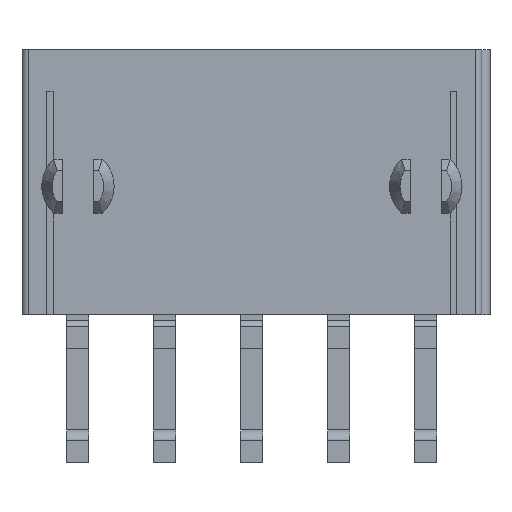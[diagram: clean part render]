
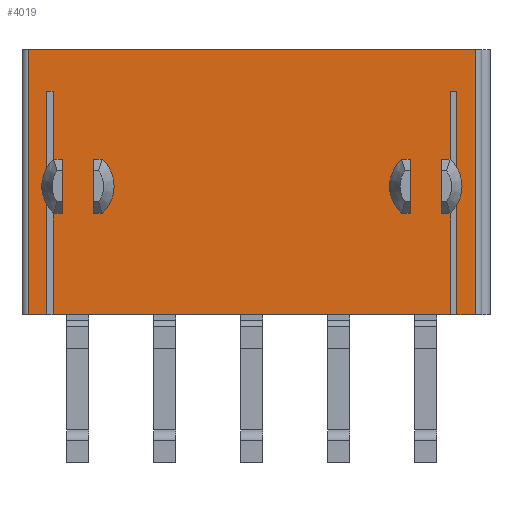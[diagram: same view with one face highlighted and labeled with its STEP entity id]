
A CAD part, front view. The second image highlights one B-rep face of the part: STEP entity #4019.
In plain terms, the highlighted planar face has unit normal (0, -1, 0).
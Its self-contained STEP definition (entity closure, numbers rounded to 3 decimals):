
#22=DIRECTION('',(-1.,0.,0.));
#23=VECTOR('',#22,21.6);
#24=CARTESIAN_POINT('',(10.8,0.4,0.));
#25=LINE('',#24,#23);
#289=DIRECTION('',(0.,0.,1.));
#290=VECTOR('',#289,12.8);
#291=CARTESIAN_POINT('',(-10.8,0.4,-12.8));
#292=LINE('',#291,#290);
#298=DIRECTION('',(0.,0.,-1.));
#299=VECTOR('',#298,2.598);
#300=CARTESIAN_POINT('',(7.65,0.4,-5.301));
#301=LINE('',#300,#299);
#302=DIRECTION('',(0.,0.,1.));
#303=VECTOR('',#302,2.598);
#304=CARTESIAN_POINT('',(-7.65,0.4,-7.899));
#305=LINE('',#304,#303);
#306=DIRECTION('',(-1.,0.,0.));
#307=VECTOR('',#306,0.3);
#308=CARTESIAN_POINT('',(9.9,0.4,-2.));
#309=LINE('',#308,#307);
#310=DIRECTION('',(0.,0.,1.));
#311=VECTOR('',#310,3.7);
#312=CARTESIAN_POINT('',(9.6,0.4,-5.7));
#313=LINE('',#312,#311);
#314=DIRECTION('',(0.,0.,1.));
#315=VECTOR('',#314,2.598);
#316=CARTESIAN_POINT('',(9.15,0.4,-7.899));
#317=LINE('',#316,#315);
#318=DIRECTION('',(0.,0.,1.));
#319=VECTOR('',#318,5.3);
#320=CARTESIAN_POINT('',(9.6,0.4,-12.8));
#321=LINE('',#320,#319);
#322=DIRECTION('',(0.,0.,1.));
#323=VECTOR('',#322,5.3);
#324=CARTESIAN_POINT('',(-9.6,0.4,-12.8));
#325=LINE('',#324,#323);
#326=DIRECTION('',(0.,0.,-1.));
#327=VECTOR('',#326,2.598);
#328=CARTESIAN_POINT('',(-9.15,0.4,-5.301));
#329=LINE('',#328,#327);
#330=DIRECTION('',(0.,0.,1.));
#331=VECTOR('',#330,3.7);
#332=CARTESIAN_POINT('',(-9.6,0.4,-5.7));
#333=LINE('',#332,#331);
#334=DIRECTION('',(-1.,0.,0.));
#335=VECTOR('',#334,0.3);
#336=CARTESIAN_POINT('',(-9.6,0.4,-2.));
#337=LINE('',#336,#335);
#338=DIRECTION('',(0.,0.,1.));
#339=VECTOR('',#338,10.8);
#340=CARTESIAN_POINT('',(-9.9,0.4,-12.8));
#341=LINE('',#340,#339);
#342=DIRECTION('',(0.,0.,1.));
#343=VECTOR('',#342,10.8);
#344=CARTESIAN_POINT('',(9.9,0.4,-12.8));
#345=LINE('',#344,#343);
#351=CARTESIAN_POINT('',(8.4,0.4,-6.6));
#352=DIRECTION('',(0.,1.,0.));
#353=DIRECTION('',(-0.5,0.,-0.866));
#354=AXIS2_PLACEMENT_3D('',#351,#352,#353);
#356=CARTESIAN_POINT('',(8.4,0.4,-6.6));
#357=DIRECTION('',(0.,1.,0.));
#358=DIRECTION('',(0.8,0.,-0.6));
#359=AXIS2_PLACEMENT_3D('',#356,#357,#358);
#366=CARTESIAN_POINT('',(8.4,0.4,-6.6));
#367=DIRECTION('',(0.,1.,0.));
#368=DIRECTION('',(0.5,0.,0.866));
#369=AXIS2_PLACEMENT_3D('',#366,#367,#368);
#671=CARTESIAN_POINT('',(-8.4,0.4,-6.6));
#672=DIRECTION('',(0.,1.,0.));
#673=DIRECTION('',(0.5,0.,0.866));
#674=AXIS2_PLACEMENT_3D('',#671,#672,#673);
#681=CARTESIAN_POINT('',(-8.4,0.4,-6.6));
#682=DIRECTION('',(0.,1.,0.));
#683=DIRECTION('',(-0.8,0.,0.6));
#684=AXIS2_PLACEMENT_3D('',#681,#682,#683);
#691=CARTESIAN_POINT('',(-8.4,0.4,-6.6));
#692=DIRECTION('',(0.,1.,0.));
#693=DIRECTION('',(-0.5,0.,-0.866));
#694=AXIS2_PLACEMENT_3D('',#691,#692,#693);
#724=DIRECTION('',(-1.,0.,0.));
#725=VECTOR('',#724,0.9);
#726=CARTESIAN_POINT('',(-9.9,0.4,-12.8));
#727=LINE('',#726,#725);
#732=DIRECTION('',(-1.,0.,0.));
#733=VECTOR('',#732,19.2);
#734=CARTESIAN_POINT('',(9.6,0.4,-12.8));
#735=LINE('',#734,#733);
#740=DIRECTION('',(-1.,0.,0.));
#741=VECTOR('',#740,0.9);
#742=CARTESIAN_POINT('',(10.8,0.4,-12.8));
#743=LINE('',#742,#741);
#1021=DIRECTION('',(0.,0.,1.));
#1022=VECTOR('',#1021,12.8);
#1023=CARTESIAN_POINT('',(10.8,0.4,-12.8));
#1024=LINE('',#1023,#1022);
#2985=CARTESIAN_POINT('',(10.8,0.4,-12.8));
#2986=CARTESIAN_POINT('',(10.8,0.4,0.));
#2987=VERTEX_POINT('',#2985);
#2988=VERTEX_POINT('',#2986);
#3013=CARTESIAN_POINT('',(-10.8,0.4,0.));
#3014=VERTEX_POINT('',#3013);
#3015=CARTESIAN_POINT('',(-10.8,0.4,-12.8));
#3016=VERTEX_POINT('',#3015);
#3017=CARTESIAN_POINT('',(7.65,0.4,-5.301));
#3018=CARTESIAN_POINT('',(7.65,0.4,-7.899));
#3019=VERTEX_POINT('',#3017);
#3020=VERTEX_POINT('',#3018);
#3021=CARTESIAN_POINT('',(9.15,0.4,-7.899));
#3022=CARTESIAN_POINT('',(9.15,0.4,-5.301));
#3023=VERTEX_POINT('',#3021);
#3024=VERTEX_POINT('',#3022);
#3069=CARTESIAN_POINT('',(-9.15,0.4,-5.301));
#3070=CARTESIAN_POINT('',(-9.15,0.4,-7.899));
#3071=VERTEX_POINT('',#3069);
#3072=VERTEX_POINT('',#3070);
#3073=CARTESIAN_POINT('',(-7.65,0.4,-7.899));
#3074=CARTESIAN_POINT('',(-7.65,0.4,-5.301));
#3075=VERTEX_POINT('',#3073);
#3076=VERTEX_POINT('',#3074);
#3137=CARTESIAN_POINT('',(9.9,0.4,-2.));
#3138=CARTESIAN_POINT('',(9.6,0.4,-2.));
#3139=VERTEX_POINT('',#3137);
#3140=VERTEX_POINT('',#3138);
#3141=CARTESIAN_POINT('',(9.6,0.4,-12.8));
#3142=CARTESIAN_POINT('',(9.6,0.4,-7.5));
#3143=VERTEX_POINT('',#3141);
#3144=VERTEX_POINT('',#3142);
#3145=CARTESIAN_POINT('',(9.9,0.4,-12.8));
#3146=VERTEX_POINT('',#3145);
#3147=CARTESIAN_POINT('',(-9.9,0.4,-12.8));
#3148=CARTESIAN_POINT('',(-9.9,0.4,-2.));
#3149=VERTEX_POINT('',#3147);
#3150=VERTEX_POINT('',#3148);
#3151=CARTESIAN_POINT('',(-9.6,0.4,-12.8));
#3152=CARTESIAN_POINT('',(-9.6,0.4,-7.5));
#3153=VERTEX_POINT('',#3151);
#3154=VERTEX_POINT('',#3152);
#3155=CARTESIAN_POINT('',(-9.6,0.4,-2.));
#3156=VERTEX_POINT('',#3155);
#3157=CARTESIAN_POINT('',(9.6,0.4,-5.7));
#3158=VERTEX_POINT('',#3157);
#3159=CARTESIAN_POINT('',(-9.6,0.4,-5.7));
#3160=VERTEX_POINT('',#3159);
#3962=CARTESIAN_POINT('',(11.1,0.4,0.));
#3963=DIRECTION('',(0.,-1.,0.));
#3964=DIRECTION('',(-1.,0.,0.));
#3965=AXIS2_PLACEMENT_3D('',#3962,#3963,#3964);
#3966=PLANE('',#3965);
#3968=ORIENTED_EDGE('',*,*,#3967,.T.);
#3970=ORIENTED_EDGE('',*,*,#3969,.F.);
#3972=ORIENTED_EDGE('',*,*,#3971,.F.);
#3974=ORIENTED_EDGE('',*,*,#3973,.F.);
#3976=ORIENTED_EDGE('',*,*,#3975,.F.);
#3978=ORIENTED_EDGE('',*,*,#3977,.F.);
#3980=ORIENTED_EDGE('',*,*,#3979,.T.);
#3982=ORIENTED_EDGE('',*,*,#3981,.T.);
#3984=ORIENTED_EDGE('',*,*,#3983,.F.);
#3986=ORIENTED_EDGE('',*,*,#3985,.F.);
#3988=ORIENTED_EDGE('',*,*,#3987,.F.);
#3990=ORIENTED_EDGE('',*,*,#3989,.T.);
#3992=ORIENTED_EDGE('',*,*,#3991,.T.);
#3994=ORIENTED_EDGE('',*,*,#3993,.F.);
#3996=ORIENTED_EDGE('',*,*,#3995,.T.);
#3997=ORIENTED_EDGE('',*,*,#3955,.T.);
#3998=ORIENTED_EDGE('',*,*,#3736,.F.);
#4000=ORIENTED_EDGE('',*,*,#3999,.F.);
#4002=ORIENTED_EDGE('',*,*,#4001,.T.);
#4004=ORIENTED_EDGE('',*,*,#4003,.T.);
#4005=EDGE_LOOP('',(#3968,#3970,#3972,#3974,#3976,#3978,#3980,#3982,#3984,#3986,
#3988,#3990,#3992,#3994,#3996,#3997,#3998,#4000,#4002,#4004));
#4006=FACE_OUTER_BOUND('',#4005,.F.);
#4008=ORIENTED_EDGE('',*,*,#4007,.F.);
#4010=ORIENTED_EDGE('',*,*,#4009,.F.);
#4011=EDGE_LOOP('',(#4008,#4010));
#4012=FACE_BOUND('',#4011,.F.);
#4014=ORIENTED_EDGE('',*,*,#4013,.F.);
#4016=ORIENTED_EDGE('',*,*,#4015,.F.);
#4017=EDGE_LOOP('',(#4014,#4016));
#4018=FACE_BOUND('',#4017,.F.);
#4019=ADVANCED_FACE('',(#4006,#4012,#4018),#3966,.T.);
#355=CIRCLE('',#354,1.5);
#360=CIRCLE('',#359,1.5);
#370=CIRCLE('',#369,1.5);
#675=CIRCLE('',#674,1.5);
#685=CIRCLE('',#684,1.5);
#695=CIRCLE('',#694,1.5);
#3736=EDGE_CURVE('',#2988,#3014,#25,.T.);
#3955=EDGE_CURVE('',#3016,#3014,#292,.T.);
#3967=EDGE_CURVE('',#3139,#3140,#309,.T.);
#3969=EDGE_CURVE('',#3158,#3140,#313,.T.);
#3971=EDGE_CURVE('',#3024,#3158,#370,.T.);
#3973=EDGE_CURVE('',#3023,#3024,#317,.T.);
#3975=EDGE_CURVE('',#3144,#3023,#360,.T.);
#3977=EDGE_CURVE('',#3143,#3144,#321,.T.);
#3979=EDGE_CURVE('',#3143,#3153,#735,.T.);
#3981=EDGE_CURVE('',#3153,#3154,#325,.T.);
#3983=EDGE_CURVE('',#3072,#3154,#695,.T.);
#3985=EDGE_CURVE('',#3071,#3072,#329,.T.);
#3987=EDGE_CURVE('',#3160,#3071,#685,.T.);
#3989=EDGE_CURVE('',#3160,#3156,#333,.T.);
#3991=EDGE_CURVE('',#3156,#3150,#337,.T.);
#3993=EDGE_CURVE('',#3149,#3150,#341,.T.);
#3995=EDGE_CURVE('',#3149,#3016,#727,.T.);
#3999=EDGE_CURVE('',#2987,#2988,#1024,.T.);
#4001=EDGE_CURVE('',#2987,#3146,#743,.T.);
#4003=EDGE_CURVE('',#3146,#3139,#345,.T.);
#4007=EDGE_CURVE('',#3076,#3075,#675,.T.);
#4009=EDGE_CURVE('',#3075,#3076,#305,.T.);
#4013=EDGE_CURVE('',#3020,#3019,#355,.T.);
#4015=EDGE_CURVE('',#3019,#3020,#301,.T.);
